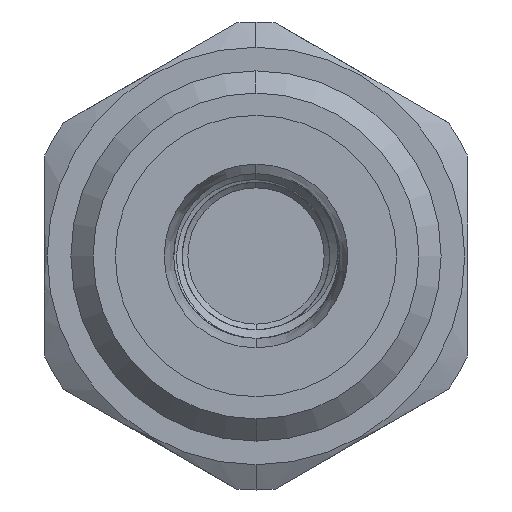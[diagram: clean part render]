
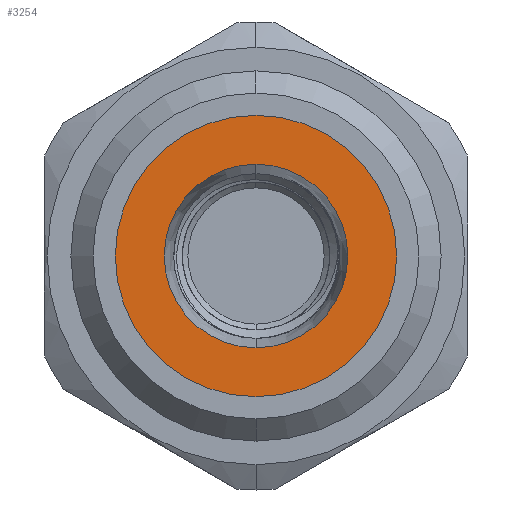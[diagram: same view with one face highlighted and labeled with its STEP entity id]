
A CAD part, left-side view. The second image highlights one B-rep face of the part: STEP entity #3254.
In plain terms, the highlighted planar face has unit normal (-1, 0, 0).
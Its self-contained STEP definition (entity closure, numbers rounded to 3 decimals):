
#200 = CARTESIAN_POINT ( 'NONE',  ( -90.399, 3.946, 0. ) ) ;
#476 = ORIENTED_EDGE ( 'NONE', *, *, #7858, .F. ) ;
#635 = PLANE ( 'NONE',  #2154 ) ;
#980 = DIRECTION ( 'NONE',  ( 0., 0., -1. ) ) ;
#1013 = DIRECTION ( 'NONE',  ( -1., 0., 0. ) ) ;
#1077 = CIRCLE ( 'NONE', #2653, 9.5 ) ;
#1268 = VERTEX_POINT ( 'NONE', #4725 ) ;
#1458 = CARTESIAN_POINT ( 'NONE',  ( -90.399, 3.946, -6.2 ) ) ;
#1719 = DIRECTION ( 'NONE',  ( 0., 0., -1. ) ) ;
#1930 = CIRCLE ( 'NONE', #2979, 9.5 ) ;
#2154 = AXIS2_PLACEMENT_3D ( 'NONE', #7957, #2318, #5272 ) ;
#2261 = CIRCLE ( 'NONE', #5955, 6.2 ) ;
#2318 = DIRECTION ( 'NONE',  ( 1., 0., 0. ) ) ;
#2653 = AXIS2_PLACEMENT_3D ( 'NONE', #8411, #6183, #1719 ) ;
#2979 = AXIS2_PLACEMENT_3D ( 'NONE', #7908, #3476, #4216 ) ;
#3227 = CARTESIAN_POINT ( 'NONE',  ( -90.399, 3.946, 6.2 ) ) ;
#3254 = ADVANCED_FACE ( 'NONE', ( #9363, #9465 ), #635, .F. ) ;
#3454 = EDGE_CURVE ( 'NONE', #1268, #4270, #1077, .T. ) ;
#3476 = DIRECTION ( 'NONE',  ( -1., 0., 0. ) ) ;
#3848 = CARTESIAN_POINT ( 'NONE',  ( -90.399, 3.946, 0. ) ) ;
#4216 = DIRECTION ( 'NONE',  ( 0., 0., -1. ) ) ;
#4270 = VERTEX_POINT ( 'NONE', #4890 ) ;
#4725 = CARTESIAN_POINT ( 'NONE',  ( -90.399, 3.946, 9.5 ) ) ;
#4742 = EDGE_LOOP ( 'NONE', ( #476, #7779 ) ) ;
#4890 = CARTESIAN_POINT ( 'NONE',  ( -90.399, 3.946, -9.5 ) ) ;
#5008 = EDGE_LOOP ( 'NONE', ( #5972, #9415 ) ) ;
#5272 = DIRECTION ( 'NONE',  ( 0., 0., 1. ) ) ;
#5418 = DIRECTION ( 'NONE',  ( -1., 0., 0. ) ) ;
#5843 = CIRCLE ( 'NONE', #8931, 6.2 ) ;
#5955 = AXIS2_PLACEMENT_3D ( 'NONE', #3848, #5418, #980 ) ;
#5972 = ORIENTED_EDGE ( 'NONE', *, *, #6604, .T. ) ;
#6183 = DIRECTION ( 'NONE',  ( -1., 0., 0. ) ) ;
#6604 = EDGE_CURVE ( 'NONE', #4270, #1268, #1930, .T. ) ;
#7579 = DIRECTION ( 'NONE',  ( 0., 0., -1. ) ) ;
#7779 = ORIENTED_EDGE ( 'NONE', *, *, #7842, .F. ) ;
#7842 = EDGE_CURVE ( 'NONE', #8763, #9322, #5843, .T. ) ;
#7858 = EDGE_CURVE ( 'NONE', #9322, #8763, #2261, .T. ) ;
#7908 = CARTESIAN_POINT ( 'NONE',  ( -90.399, 3.946, 0. ) ) ;
#7957 = CARTESIAN_POINT ( 'NONE',  ( -90.399, -2.254, 0. ) ) ;
#8411 = CARTESIAN_POINT ( 'NONE',  ( -90.399, 3.946, 0. ) ) ;
#8763 = VERTEX_POINT ( 'NONE', #3227 ) ;
#8931 = AXIS2_PLACEMENT_3D ( 'NONE', #200, #1013, #7579 ) ;
#9322 = VERTEX_POINT ( 'NONE', #1458 ) ;
#9363 = FACE_BOUND ( 'NONE', #4742, .T. ) ;
#9415 = ORIENTED_EDGE ( 'NONE', *, *, #3454, .T. ) ;
#9465 = FACE_OUTER_BOUND ( 'NONE', #5008, .T. ) ;
